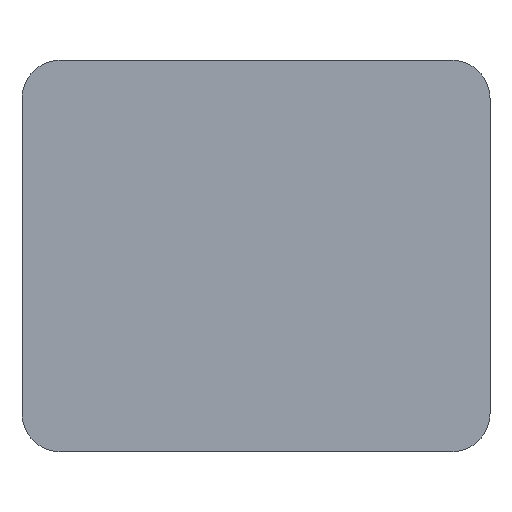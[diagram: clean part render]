
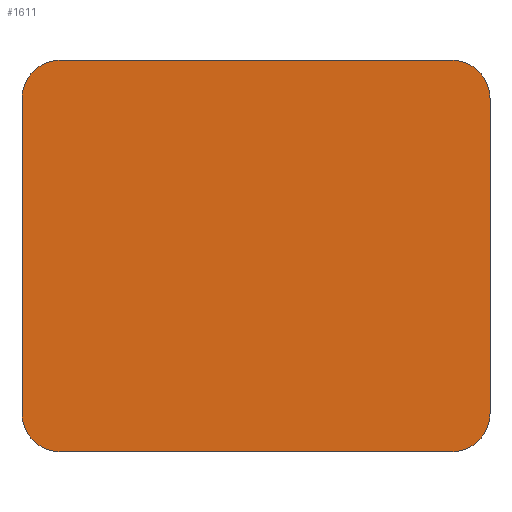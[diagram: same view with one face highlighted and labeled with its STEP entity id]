
A CAD part, front view. The second image highlights one B-rep face of the part: STEP entity #1611.
In plain terms, the highlighted planar face has unit normal (0, -1, 0).
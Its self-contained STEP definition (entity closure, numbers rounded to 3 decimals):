
#143=FACE_OUTER_BOUND('',#234,.T.);
#234=EDGE_LOOP('',(#1415,#1416,#1417,#1418,#1419,#1420,#1421,#1422));
#360=LINE('',#2541,#542);
#415=LINE('',#2671,#597);
#416=LINE('',#2675,#598);
#417=LINE('',#2679,#599);
#542=VECTOR('',#2073,10.);
#597=VECTOR('',#2198,10.);
#598=VECTOR('',#2201,10.);
#599=VECTOR('',#2206,10.);
#640=CIRCLE('',#1764,4.);
#641=CIRCLE('',#1766,4.);
#642=CIRCLE('',#1767,4.);
#643=CIRCLE('',#1768,4.);
#742=VERTEX_POINT('',#2538);
#743=VERTEX_POINT('',#2540);
#781=VERTEX_POINT('',#2664);
#782=VERTEX_POINT('',#2666);
#783=VERTEX_POINT('',#2670);
#784=VERTEX_POINT('',#2672);
#785=VERTEX_POINT('',#2674);
#786=VERTEX_POINT('',#2677);
#936=EDGE_CURVE('',#743,#742,#360,.T.);
#999=EDGE_CURVE('',#781,#782,#640,.T.);
#1001=EDGE_CURVE('',#781,#783,#415,.T.);
#1002=EDGE_CURVE('',#784,#783,#641,.T.);
#1003=EDGE_CURVE('',#784,#785,#416,.T.);
#1004=EDGE_CURVE('',#743,#785,#642,.T.);
#1005=EDGE_CURVE('',#786,#742,#643,.T.);
#1006=EDGE_CURVE('',#786,#782,#417,.T.);
#1415=ORIENTED_EDGE('',*,*,#999,.F.);
#1416=ORIENTED_EDGE('',*,*,#1001,.T.);
#1417=ORIENTED_EDGE('',*,*,#1002,.F.);
#1418=ORIENTED_EDGE('',*,*,#1003,.T.);
#1419=ORIENTED_EDGE('',*,*,#1004,.F.);
#1420=ORIENTED_EDGE('',*,*,#936,.T.);
#1421=ORIENTED_EDGE('',*,*,#1005,.F.);
#1422=ORIENTED_EDGE('',*,*,#1006,.T.);
#1527=PLANE('',#1765);
#1611=ADVANCED_FACE('',(#143),#1527,.F.);
#1764=AXIS2_PLACEMENT_3D('',#2667,#2193,#2194);
#1765=AXIS2_PLACEMENT_3D('',#2669,#2196,#2197);
#1766=AXIS2_PLACEMENT_3D('',#2673,#2199,#2200);
#1767=AXIS2_PLACEMENT_3D('',#2676,#2202,#2203);
#1768=AXIS2_PLACEMENT_3D('',#2678,#2204,#2205);
#2073=DIRECTION('',(-1.,0.,0.));
#2193=DIRECTION('center_axis',(0.,1.,0.));
#2194=DIRECTION('ref_axis',(-0.707,0.,-0.707));
#2196=DIRECTION('center_axis',(0.,1.,0.));
#2197=DIRECTION('ref_axis',(1.,0.,0.));
#2198=DIRECTION('',(1.,0.,0.));
#2199=DIRECTION('center_axis',(0.,1.,0.));
#2200=DIRECTION('ref_axis',(0.707,0.,-0.707));
#2201=DIRECTION('',(0.,0.,1.));
#2202=DIRECTION('center_axis',(0.,1.,0.));
#2203=DIRECTION('ref_axis',(0.707,0.,0.707));
#2204=DIRECTION('center_axis',(0.,1.,0.));
#2205=DIRECTION('ref_axis',(-0.707,0.,0.707));
#2206=DIRECTION('',(0.,0.,-1.));
#2538=CARTESIAN_POINT('',(4.,0.,41.));
#2540=CARTESIAN_POINT('',(45.,0.,41.));
#2541=CARTESIAN_POINT('',(49.,0.,41.));
#2664=CARTESIAN_POINT('',(4.,0.,0.));
#2666=CARTESIAN_POINT('',(0.,0.,4.));
#2667=CARTESIAN_POINT('Origin',(4.,0.,4.));
#2669=CARTESIAN_POINT('Origin',(24.5,0.,20.5));
#2670=CARTESIAN_POINT('',(45.,0.,0.));
#2671=CARTESIAN_POINT('',(0.,0.,0.));
#2672=CARTESIAN_POINT('',(49.,0.,4.));
#2673=CARTESIAN_POINT('Origin',(45.,0.,4.));
#2674=CARTESIAN_POINT('',(49.,0.,37.));
#2675=CARTESIAN_POINT('',(49.,0.,0.));
#2676=CARTESIAN_POINT('Origin',(45.,0.,37.));
#2677=CARTESIAN_POINT('',(0.,0.,37.));
#2678=CARTESIAN_POINT('Origin',(4.,0.,37.));
#2679=CARTESIAN_POINT('',(0.,0.,41.));
